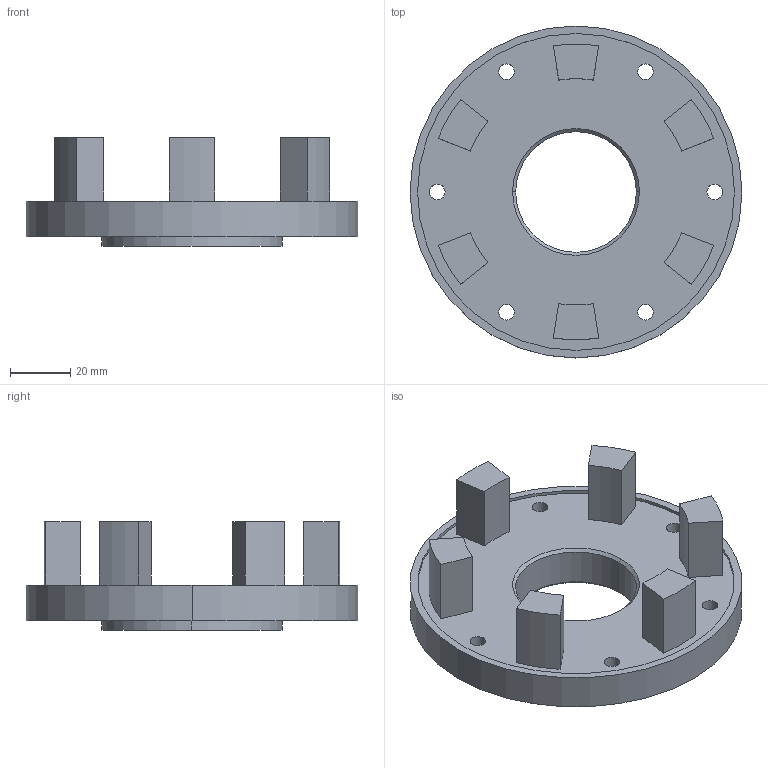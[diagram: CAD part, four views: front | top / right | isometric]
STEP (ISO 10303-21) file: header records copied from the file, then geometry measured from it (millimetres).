
FILE_DESCRIPTION (( 'STEP AP203' ), '1' );
FILE_NAME ('Ñîåäèíèòêëüíàÿ ìóôòà ïàïà.STEP', '2022-11-18T12:17:57', ( 'Ïîëüçîâàòåëü Windows' ), ( '' ), 'SwSTEP 2.0', 'SolidWorks 2019', '' );
FILE_SCHEMA (( 'CONFIG_CONTROL_DESIGN' ));
Length unit declared in the file: millimetre
Products named in the file (1): Ñîåäèíèòêëüíàÿ ìóôòà ïàïà
Bounding box: 110 x 110 x 36 mm (x, y, z)
Volume: 113518.1 mm3; surface area: 30464.7 mm2
Topology: 1 solids, 1 shells, 58 faces, 140 edges, 92 vertices
Faces by surface type: cylinder 32, plane 22, cone 4
Entity records: 1825 total; most frequent: DIRECTION 326, CARTESIAN_POINT 291, ORIENTED_EDGE 280, EDGE_CURVE 140, AXIS2_PLACEMENT_3D 127, VERTEX_POINT 92, EDGE_LOOP 80, VECTOR 72
